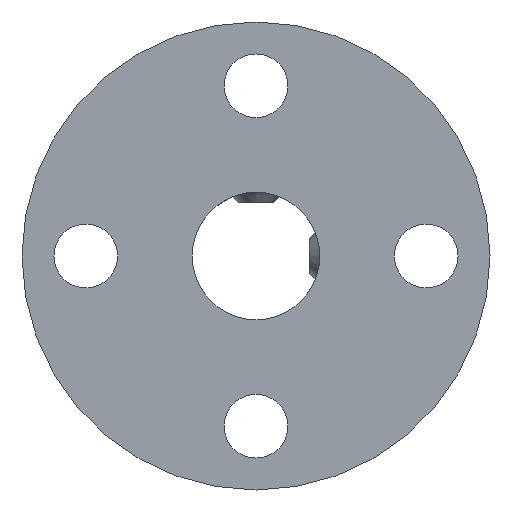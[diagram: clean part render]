
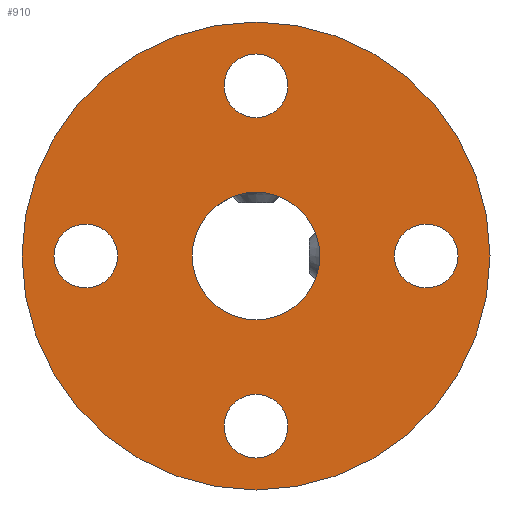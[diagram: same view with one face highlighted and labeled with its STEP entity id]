
A CAD part, front view. The second image highlights one B-rep face of the part: STEP entity #910.
In plain terms, the highlighted planar face has unit normal (0, -1, 0).
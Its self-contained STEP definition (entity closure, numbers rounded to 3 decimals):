
#43=FACE_BOUND('',#219,.T.);
#44=FACE_BOUND('',#220,.T.);
#45=FACE_BOUND('',#221,.T.);
#46=FACE_BOUND('',#222,.T.);
#47=FACE_BOUND('',#223,.T.);
#63=PLANE('',#1016);
#153=FACE_OUTER_BOUND('',#218,.T.);
#218=EDGE_LOOP('',(#830));
#219=EDGE_LOOP('',(#831));
#220=EDGE_LOOP('',(#832));
#221=EDGE_LOOP('',(#833));
#222=EDGE_LOOP('',(#834));
#223=EDGE_LOOP('',(#835));
#258=CIRCLE('',#1005,3.);
#259=CIRCLE('',#1007,1.5);
#260=CIRCLE('',#1009,1.5);
#261=CIRCLE('',#1011,1.5);
#262=CIRCLE('',#1013,1.5);
#263=CIRCLE('',#1015,11.);
#446=VERTEX_POINT('',#2751);
#447=VERTEX_POINT('',#2755);
#448=VERTEX_POINT('',#2759);
#449=VERTEX_POINT('',#2763);
#450=VERTEX_POINT('',#2767);
#451=VERTEX_POINT('',#2771);
#569=EDGE_CURVE('',#446,#446,#258,.T.);
#571=EDGE_CURVE('',#447,#447,#259,.T.);
#573=EDGE_CURVE('',#448,#448,#260,.T.);
#575=EDGE_CURVE('',#449,#449,#261,.T.);
#577=EDGE_CURVE('',#450,#450,#262,.T.);
#579=EDGE_CURVE('',#451,#451,#263,.T.);
#830=ORIENTED_EDGE('',*,*,#579,.F.);
#831=ORIENTED_EDGE('',*,*,#569,.F.);
#832=ORIENTED_EDGE('',*,*,#577,.F.);
#833=ORIENTED_EDGE('',*,*,#575,.F.);
#834=ORIENTED_EDGE('',*,*,#573,.F.);
#835=ORIENTED_EDGE('',*,*,#571,.F.);
#910=ADVANCED_FACE('',(#153,#43,#44,#45,#46,#47),#63,.F.);
#1005=AXIS2_PLACEMENT_3D('',#2753,#1218,#1219);
#1007=AXIS2_PLACEMENT_3D('',#2757,#1223,#1224);
#1009=AXIS2_PLACEMENT_3D('',#2761,#1228,#1229);
#1011=AXIS2_PLACEMENT_3D('',#2765,#1233,#1234);
#1013=AXIS2_PLACEMENT_3D('',#2769,#1238,#1239);
#1015=AXIS2_PLACEMENT_3D('',#2773,#1243,#1244);
#1016=AXIS2_PLACEMENT_3D('',#2774,#1245,#1246);
#1218=DIRECTION('center_axis',(0.,-1.,0.));
#1219=DIRECTION('ref_axis',(1.,0.,0.));
#1223=DIRECTION('center_axis',(0.,-1.,0.));
#1224=DIRECTION('ref_axis',(1.,0.,0.));
#1228=DIRECTION('center_axis',(0.,-1.,0.));
#1229=DIRECTION('ref_axis',(1.,0.,0.));
#1233=DIRECTION('center_axis',(0.,-1.,0.));
#1234=DIRECTION('ref_axis',(1.,0.,0.));
#1238=DIRECTION('center_axis',(0.,-1.,0.));
#1239=DIRECTION('ref_axis',(1.,0.,0.));
#1243=DIRECTION('center_axis',(0.,1.,0.));
#1244=DIRECTION('ref_axis',(1.,0.,0.));
#1245=DIRECTION('center_axis',(0.,1.,0.));
#1246=DIRECTION('ref_axis',(1.,0.,0.));
#2751=CARTESIAN_POINT('',(-3.,0.,0.));
#2753=CARTESIAN_POINT('Origin',(0.,0.,0.));
#2755=CARTESIAN_POINT('',(-9.5,0.,0.));
#2757=CARTESIAN_POINT('Origin',(-8.,0.,0.));
#2759=CARTESIAN_POINT('',(6.5,0.,0.));
#2761=CARTESIAN_POINT('Origin',(8.,0.,0.));
#2763=CARTESIAN_POINT('',(-1.5,0.,-8.));
#2765=CARTESIAN_POINT('Origin',(0.,0.,-8.));
#2767=CARTESIAN_POINT('',(-1.5,0.,8.));
#2769=CARTESIAN_POINT('Origin',(0.,0.,8.));
#2771=CARTESIAN_POINT('',(-11.,0.,0.));
#2773=CARTESIAN_POINT('Origin',(0.,0.,0.));
#2774=CARTESIAN_POINT('Origin',(0.,0.,0.));
